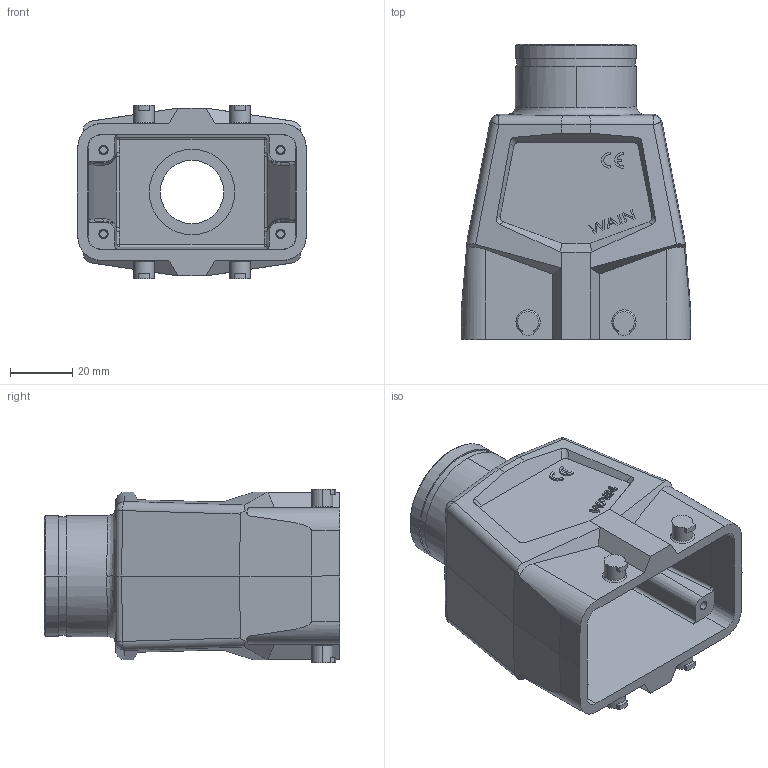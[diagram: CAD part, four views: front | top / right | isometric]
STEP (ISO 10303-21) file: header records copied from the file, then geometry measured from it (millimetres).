
FILE_DESCRIPTION((''),'2;1');
FILE_NAME('H10B_P-TEH-4B-M25_ASM_SW0001','2023-12-28T',('yp.zhu'),(''),'PRO/ENGINEER BY PARAMETRIC TECHNOLOGY CORPORATION, 2012480','PRO/ENGINEER BY PARAMETRIC TECHNOLOGY CORPORATION, 2012480','');
FILE_SCHEMA(('CONFIG_CONTROL_DESIGN'));
Length unit declared in the file: inch
Products named in the file (1): H10B_P-TEH-4B-M25_ASM_SW0001
Bounding box: 74 x 95 x 56 mm (x, y, z)
Volume: 94216.9 mm3; surface area: 41234.2 mm2
Topology: 1 solids, 1 shells, 420 faces, 1136 edges, 737 vertices
Faces by surface type: plane 196, cylinder 133, cone 36, bspline 23, extrusion 20, sphere 8, torus 4
Entity records: 17296 total; most frequent: CARTESIAN_POINT 6925, ORIENTED_EDGE 2244, DIRECTION 1996, EDGE_CURVE 1122, VERTEX_POINT 737, AXIS2_PLACEMENT_3D 676, VECTOR 644, LINE 624
